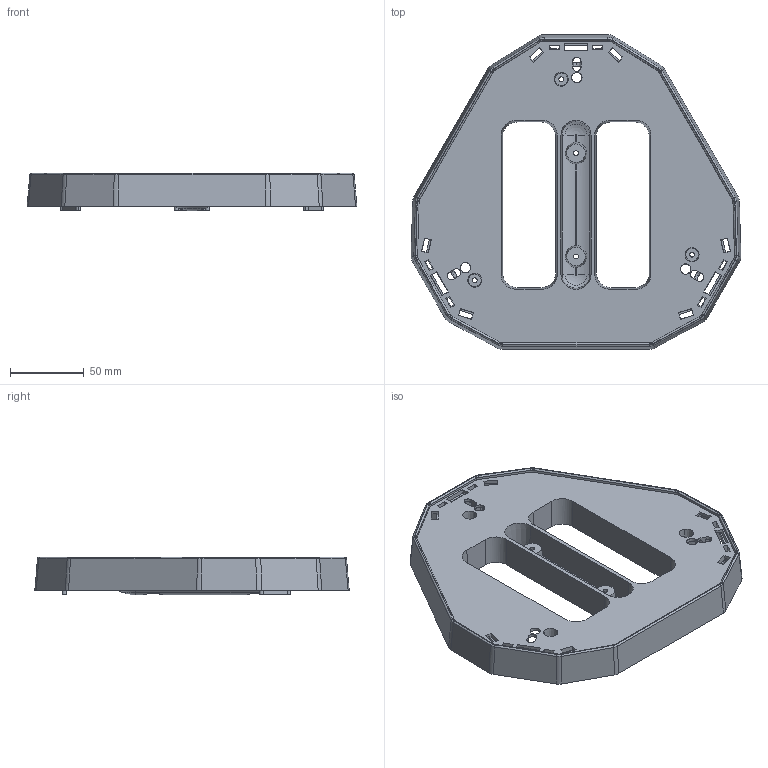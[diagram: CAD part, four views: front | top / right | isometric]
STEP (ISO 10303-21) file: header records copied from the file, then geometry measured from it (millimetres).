
FILE_DESCRIPTION (( 'STEP AP214' ), '1' );
FILE_NAME ('86012TopCovFinal.STEP', '2018-10-09T18:25:25', ( '' ), ( '' ), 'SwSTEP 2.0', 'SolidWorks 2018', '' );
FILE_SCHEMA (( 'AUTOMOTIVE_DESIGN' ));
Length unit declared in the file: millimetre
Products named in the file (1): 86012TopCovFinal
Bounding box: 223.4 x 213.03 x 25.5 mm (x, y, z)
Volume: 128452.1 mm3; surface area: 122953.2 mm2
Topology: 1 solids, 1 shells, 540 faces, 1509 edges, 978 vertices
Faces by surface type: plane 314, cylinder 114, cone 58, bspline 46, torus 8
Entity records: 18884 total; most frequent: CARTESIAN_POINT 5487, ORIENTED_EDGE 3018, DIRECTION 2534, EDGE_CURVE 1509, LINE 984, VECTOR 984, VERTEX_POINT 978, AXIS2_PLACEMENT_3D 775
